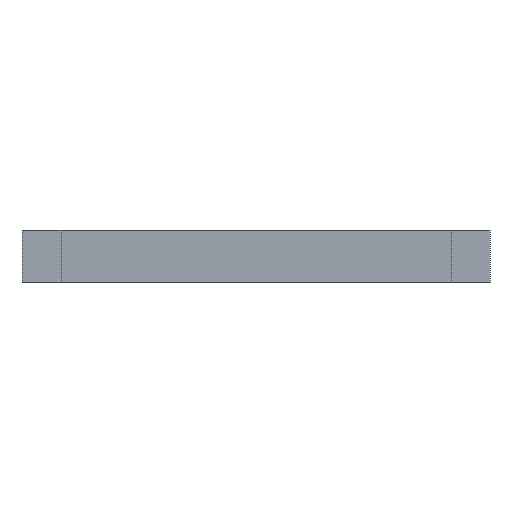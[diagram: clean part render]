
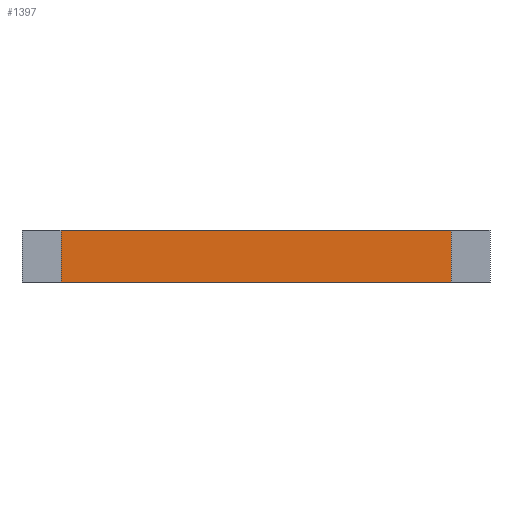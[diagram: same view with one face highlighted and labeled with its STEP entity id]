
A CAD part, left-side view. The second image highlights one B-rep face of the part: STEP entity #1397.
In plain terms, the highlighted planar face has unit normal (-1, 0, 0).
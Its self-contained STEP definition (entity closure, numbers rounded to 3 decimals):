
#14 = PLANE ( 'NONE',  #1212 ) ;
#32 = EDGE_CURVE ( 'NONE', #192, #549, #1411, .T. ) ;
#52 = ORIENTED_EDGE ( 'NONE', *, *, #1372, .F. ) ;
#84 = CARTESIAN_POINT ( 'NONE',  ( -75., 0., 4. ) ) ;
#149 = CARTESIAN_POINT ( 'NONE',  ( -75., -15., 4. ) ) ;
#192 = VERTEX_POINT ( 'NONE', #482 ) ;
#268 = VECTOR ( 'NONE', #942, 1000. ) ;
#318 = VECTOR ( 'NONE', #860, 1000. ) ;
#330 = VERTEX_POINT ( 'NONE', #1468 ) ;
#366 = LINE ( 'NONE', #84, #504 ) ;
#480 = LINE ( 'NONE', #1536, #268 ) ;
#482 = CARTESIAN_POINT ( 'NONE',  ( -75., 15., 4. ) ) ;
#488 = DIRECTION ( 'NONE',  ( -1., 0., 0. ) ) ;
#491 = CARTESIAN_POINT ( 'NONE',  ( -75., -15., 4. ) ) ;
#504 = VECTOR ( 'NONE', #832, 1000. ) ;
#549 = VERTEX_POINT ( 'NONE', #1034 ) ;
#699 = EDGE_CURVE ( 'NONE', #841, #192, #366, .T. ) ;
#700 = CARTESIAN_POINT ( 'NONE',  ( -75., 15., 4. ) ) ;
#786 = ORIENTED_EDGE ( 'NONE', *, *, #32, .T. ) ;
#832 = DIRECTION ( 'NONE',  ( 0., 1., 0. ) ) ;
#841 = VERTEX_POINT ( 'NONE', #491 ) ;
#860 = DIRECTION ( 'NONE',  ( 0., 0., -1. ) ) ;
#942 = DIRECTION ( 'NONE',  ( 0., 1., 0. ) ) ;
#1025 = EDGE_LOOP ( 'NONE', ( #1512, #52, #1230, #786 ) ) ;
#1032 = LINE ( 'NONE', #149, #318 ) ;
#1034 = CARTESIAN_POINT ( 'NONE',  ( -75., 15., 0. ) ) ;
#1071 = DIRECTION ( 'NONE',  ( 0., 0., -1. ) ) ;
#1076 = VECTOR ( 'NONE', #1071, 1000. ) ;
#1102 = CARTESIAN_POINT ( 'NONE',  ( -75., 0., 4. ) ) ;
#1179 = FACE_OUTER_BOUND ( 'NONE', #1025, .T. ) ;
#1212 = AXIS2_PLACEMENT_3D ( 'NONE', #1102, #488, #1467 ) ;
#1230 = ORIENTED_EDGE ( 'NONE', *, *, #699, .T. ) ;
#1281 = EDGE_CURVE ( 'NONE', #330, #549, #480, .T. ) ;
#1372 = EDGE_CURVE ( 'NONE', #841, #330, #1032, .T. ) ;
#1397 = ADVANCED_FACE ( 'NONE', ( #1179 ), #14, .T. ) ;
#1411 = LINE ( 'NONE', #700, #1076 ) ;
#1467 = DIRECTION ( 'NONE',  ( 0., -1., 0. ) ) ;
#1468 = CARTESIAN_POINT ( 'NONE',  ( -75., -15., 0. ) ) ;
#1512 = ORIENTED_EDGE ( 'NONE', *, *, #1281, .F. ) ;
#1536 = CARTESIAN_POINT ( 'NONE',  ( -75., 0., 0. ) ) ;
